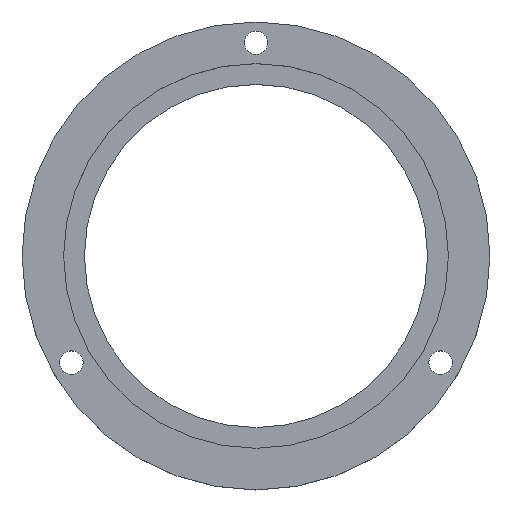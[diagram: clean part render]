
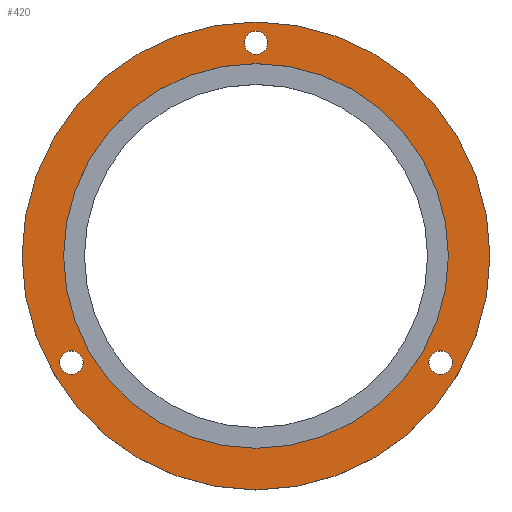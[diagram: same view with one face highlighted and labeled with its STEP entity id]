
A CAD part, top view. The second image highlights one B-rep face of the part: STEP entity #420.
In plain terms, the highlighted planar face has unit normal (0, 0, 1).
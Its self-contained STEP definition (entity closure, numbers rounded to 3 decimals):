
#1 = CARTESIAN_POINT ( 'NONE',  ( -35.507, -20.5, 0. ) ) ;
#18 = DIRECTION ( 'NONE',  ( 0., 0., 1. ) ) ;
#31 = EDGE_CURVE ( 'NONE', #503, #501, #183, .T. ) ;
#42 = EDGE_CURVE ( 'NONE', #533, #532, #221, .T. ) ;
#44 = DIRECTION ( 'NONE',  ( -0.5, -0.866, 0. ) ) ;
#46 = CARTESIAN_POINT ( 'NONE',  ( 35.507, -20.5, 0. ) ) ;
#48 = CARTESIAN_POINT ( 'NONE',  ( 45., 0., 0. ) ) ;
#68 = CARTESIAN_POINT ( 'NONE',  ( 0., 0., 0. ) ) ;
#73 = EDGE_CURVE ( 'NONE', #537, #536, #197, .T. ) ;
#82 = DIRECTION ( 'NONE',  ( 1., 0., 0. ) ) ;
#85 = CARTESIAN_POINT ( 'NONE',  ( 33.257, -20.5, 0. ) ) ;
#90 = AXIS2_PLACEMENT_3D ( 'NONE', #68, #134, #238 ) ;
#93 = CARTESIAN_POINT ( 'NONE',  ( -37., 0., 0. ) ) ;
#95 = CARTESIAN_POINT ( 'NONE',  ( -37.757, -20.5, 0. ) ) ;
#113 = CARTESIAN_POINT ( 'NONE',  ( 0., 41., 0. ) ) ;
#115 = PLANE ( 'NONE',  #508 ) ;
#118 = EDGE_CURVE ( 'NONE', #522, #527, #215, .T. ) ;
#134 = DIRECTION ( 'NONE',  ( 0., 0., 1. ) ) ;
#142 = DIRECTION ( 'NONE',  ( -0.5, -0.866, 0. ) ) ;
#171 = ORIENTED_EDGE ( 'NONE', *, *, #73, .T. ) ;
#172 = ORIENTED_EDGE ( 'NONE', *, *, #42, .F. ) ;
#174 = ORIENTED_EDGE ( 'NONE', *, *, #483, .F. ) ;
#176 = DIRECTION ( 'NONE',  ( 0., 0., 1. ) ) ;
#183 = CIRCLE ( 'NONE', #253, 2.25 ) ;
#186 = CARTESIAN_POINT ( 'NONE',  ( 35.507, -20.5, 0. ) ) ;
#197 = CIRCLE ( 'NONE', #277, 45. ) ;
#202 = FACE_BOUND ( 'NONE', #493, .T. ) ;
#204 = FACE_BOUND ( 'NONE', #490, .T. ) ;
#207 = CIRCLE ( 'NONE', #426, 2.25 ) ;
#215 = CIRCLE ( 'NONE', #475, 2.25 ) ;
#221 = CIRCLE ( 'NONE', #526, 37. ) ;
#226 = CIRCLE ( 'NONE', #393, 2.25 ) ;
#238 = DIRECTION ( 'NONE',  ( 1., 0., 0. ) ) ;
#239 = CIRCLE ( 'NONE', #245, 2.25 ) ;
#240 = CARTESIAN_POINT ( 'NONE',  ( 45., 0., 0. ) ) ;
#245 = AXIS2_PLACEMENT_3D ( 'NONE', #1, #351, #312 ) ;
#253 = AXIS2_PLACEMENT_3D ( 'NONE', #366, #360, #370 ) ;
#264 = AXIS2_PLACEMENT_3D ( 'NONE', #186, #18, #44 ) ;
#274 = FACE_BOUND ( 'NONE', #489, .T. ) ;
#275 = ORIENTED_EDGE ( 'NONE', *, *, #368, .T. ) ;
#277 = AXIS2_PLACEMENT_3D ( 'NONE', #431, #487, #445 ) ;
#280 = CIRCLE ( 'NONE', #314, 45. ) ;
#282 = DIRECTION ( 'NONE',  ( 1., 0., 0. ) ) ;
#284 = CARTESIAN_POINT ( 'NONE',  ( -2.25, 41., 0. ) ) ;
#286 = DIRECTION ( 'NONE',  ( 0., 0., 1. ) ) ;
#288 = CARTESIAN_POINT ( 'NONE',  ( 2.25, 41., 0. ) ) ;
#289 = CIRCLE ( 'NONE', #90, 37. ) ;
#301 = FACE_OUTER_BOUND ( 'NONE', #521, .T. ) ;
#302 = FACE_BOUND ( 'NONE', #484, .T. ) ;
#306 = CIRCLE ( 'NONE', #264, 2.25 ) ;
#312 = DIRECTION ( 'NONE',  ( -0.5, 0.866, 0. ) ) ;
#314 = AXIS2_PLACEMENT_3D ( 'NONE', #353, #433, #282 ) ;
#315 = DIRECTION ( 'NONE',  ( 1., 0., 0. ) ) ;
#320 = EDGE_CURVE ( 'NONE', #527, #522, #226, .T. ) ;
#321 = DIRECTION ( 'NONE',  ( 1., 0., 0. ) ) ;
#323 = CARTESIAN_POINT ( 'NONE',  ( -45., 0., 0. ) ) ;
#339 = CARTESIAN_POINT ( 'NONE',  ( -33.257, -20.5, 0. ) ) ;
#351 = DIRECTION ( 'NONE',  ( 0., 0., 1. ) ) ;
#353 = CARTESIAN_POINT ( 'NONE',  ( 0., 0., 0. ) ) ;
#356 = DIRECTION ( 'NONE',  ( 0., 0., 1. ) ) ;
#360 = DIRECTION ( 'NONE',  ( 0., 0., 1. ) ) ;
#366 = CARTESIAN_POINT ( 'NONE',  ( -35.507, -20.5, 0. ) ) ;
#368 = EDGE_CURVE ( 'NONE', #536, #537, #280, .T. ) ;
#370 = DIRECTION ( 'NONE',  ( -0.5, 0.866, 0. ) ) ;
#373 = DIRECTION ( 'NONE',  ( 0., 0., 1. ) ) ;
#381 = ORIENTED_EDGE ( 'NONE', *, *, #118, .F. ) ;
#383 = DIRECTION ( 'NONE',  ( 0., 0., 1. ) ) ;
#386 = EDGE_CURVE ( 'NONE', #501, #503, #239, .T. ) ;
#391 = CARTESIAN_POINT ( 'NONE',  ( 0., 0., 0. ) ) ;
#393 = AXIS2_PLACEMENT_3D ( 'NONE', #113, #373, #315 ) ;
#395 = DIRECTION ( 'NONE',  ( 1., 0., 0. ) ) ;
#404 = CARTESIAN_POINT ( 'NONE',  ( 37., 0., 0. ) ) ;
#413 = CARTESIAN_POINT ( 'NONE',  ( 0., 41., 0. ) ) ;
#420 = ADVANCED_FACE ( 'NONE', ( #302, #274, #204, #301, #202 ), #115, .T. ) ;
#426 = AXIS2_PLACEMENT_3D ( 'NONE', #46, #286, #142 ) ;
#429 = CARTESIAN_POINT ( 'NONE',  ( 37.757, -20.5, 0. ) ) ;
#431 = CARTESIAN_POINT ( 'NONE',  ( 0., 0., 0. ) ) ;
#433 = DIRECTION ( 'NONE',  ( 0., 0., 1. ) ) ;
#434 = EDGE_CURVE ( 'NONE', #515, #512, #207, .T. ) ;
#445 = DIRECTION ( 'NONE',  ( 1., 0., 0. ) ) ;
#447 = ORIENTED_EDGE ( 'NONE', *, *, #386, .F. ) ;
#453 = ORIENTED_EDGE ( 'NONE', *, *, #320, .F. ) ;
#455 = ORIENTED_EDGE ( 'NONE', *, *, #467, .F. ) ;
#457 = ORIENTED_EDGE ( 'NONE', *, *, #434, .F. ) ;
#460 = ORIENTED_EDGE ( 'NONE', *, *, #31, .F. ) ;
#467 = EDGE_CURVE ( 'NONE', #512, #515, #306, .T. ) ;
#475 = AXIS2_PLACEMENT_3D ( 'NONE', #413, #356, #321 ) ;
#483 = EDGE_CURVE ( 'NONE', #532, #533, #289, .T. ) ;
#484 = EDGE_LOOP ( 'NONE', ( #447, #460 ) ) ;
#487 = DIRECTION ( 'NONE',  ( 0., 0., 1. ) ) ;
#489 = EDGE_LOOP ( 'NONE', ( #457, #455 ) ) ;
#490 = EDGE_LOOP ( 'NONE', ( #453, #381 ) ) ;
#493 = EDGE_LOOP ( 'NONE', ( #172, #174 ) ) ;
#501 = VERTEX_POINT ( 'NONE', #339 ) ;
#503 = VERTEX_POINT ( 'NONE', #95 ) ;
#508 = AXIS2_PLACEMENT_3D ( 'NONE', #48, #176, #82 ) ;
#512 = VERTEX_POINT ( 'NONE', #85 ) ;
#515 = VERTEX_POINT ( 'NONE', #429 ) ;
#521 = EDGE_LOOP ( 'NONE', ( #275, #171 ) ) ;
#522 = VERTEX_POINT ( 'NONE', #284 ) ;
#526 = AXIS2_PLACEMENT_3D ( 'NONE', #391, #383, #395 ) ;
#527 = VERTEX_POINT ( 'NONE', #288 ) ;
#532 = VERTEX_POINT ( 'NONE', #93 ) ;
#533 = VERTEX_POINT ( 'NONE', #404 ) ;
#536 = VERTEX_POINT ( 'NONE', #240 ) ;
#537 = VERTEX_POINT ( 'NONE', #323 ) ;
